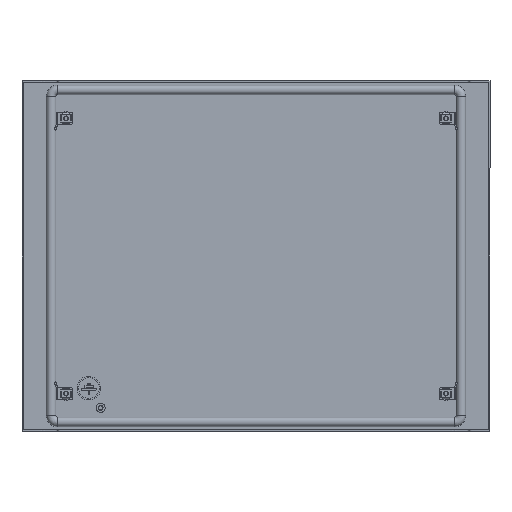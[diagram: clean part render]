
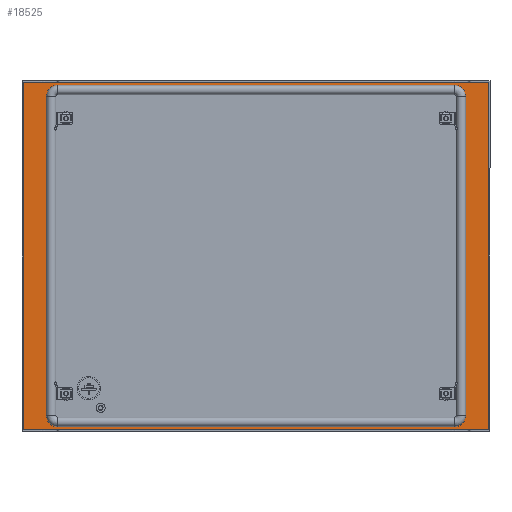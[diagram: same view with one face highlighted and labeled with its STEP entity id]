
A CAD part, left-side view. The second image highlights one B-rep face of the part: STEP entity #18525.
In plain terms, the highlighted planar face has unit normal (-1, 0, 0).
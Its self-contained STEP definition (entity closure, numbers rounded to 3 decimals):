
#118 = CARTESIAN_POINT ( 'NONE',  ( -2., -252.5, 217. ) ) ;
#243 = VERTEX_POINT ( 'NONE', #15589 ) ;
#276 = EDGE_CURVE ( 'NONE', #9505, #18785, #16816, .T. ) ;
#529 = LINE ( 'NONE', #16567, #19571 ) ;
#539 = CARTESIAN_POINT ( 'NONE',  ( -2., 252.5, 203. ) ) ;
#729 = CARTESIAN_POINT ( 'NONE',  ( -2., -266.5, -203. ) ) ;
#1022 = ORIENTED_EDGE ( 'NONE', *, *, #276, .F. ) ;
#1261 = CIRCLE ( 'NONE', #9200, 14. ) ;
#1410 = EDGE_CURVE ( 'NONE', #243, #9592, #4201, .T. ) ;
#1505 = VECTOR ( 'NONE', #13209, 1000. ) ;
#1707 = CARTESIAN_POINT ( 'NONE',  ( -2., -252.5, -217. ) ) ;
#1802 = DIRECTION ( 'NONE',  ( 0., -1., 0. ) ) ;
#1841 = VERTEX_POINT ( 'NONE', #12557 ) ;
#2022 = DIRECTION ( 'NONE',  ( 0., 0., -1. ) ) ;
#2087 = VERTEX_POINT ( 'NONE', #729 ) ;
#2182 = DIRECTION ( 'NONE',  ( 0., 0., 1. ) ) ;
#2784 = CARTESIAN_POINT ( 'NONE',  ( -2., 295.5, 0. ) ) ;
#2986 = DIRECTION ( 'NONE',  ( 1., 0., 0. ) ) ;
#3100 = ORIENTED_EDGE ( 'NONE', *, *, #1410, .T. ) ;
#3265 = VECTOR ( 'NONE', #12857, 1000. ) ;
#3780 = CARTESIAN_POINT ( 'NONE',  ( -2., -266.5, 0. ) ) ;
#3872 = ORIENTED_EDGE ( 'NONE', *, *, #8796, .F. ) ;
#4113 = EDGE_CURVE ( 'NONE', #1841, #9702, #9809, .T. ) ;
#4163 = ORIENTED_EDGE ( 'NONE', *, *, #13036, .T. ) ;
#4201 = LINE ( 'NONE', #10413, #7570 ) ;
#4357 = CARTESIAN_POINT ( 'NONE',  ( -2., 295.5, -221. ) ) ;
#4554 = FACE_BOUND ( 'NONE', #10425, .T. ) ;
#5285 = EDGE_LOOP ( 'NONE', ( #16556, #10084, #16554, #11421 ) ) ;
#5612 = EDGE_CURVE ( 'NONE', #5631, #1841, #529, .T. ) ;
#5631 = VERTEX_POINT ( 'NONE', #18005 ) ;
#5769 = ORIENTED_EDGE ( 'NONE', *, *, #12290, .T. ) ;
#5902 = VERTEX_POINT ( 'NONE', #18274 ) ;
#5991 = DIRECTION ( 'NONE',  ( 0., 0., -1. ) ) ;
#6110 = DIRECTION ( 'NONE',  ( 1., 0., 0. ) ) ;
#6219 = EDGE_CURVE ( 'NONE', #2087, #19726, #11393, .T. ) ;
#6995 = LINE ( 'NONE', #3780, #16501 ) ;
#7102 = AXIS2_PLACEMENT_3D ( 'NONE', #11522, #16080, #1802 ) ;
#7327 = EDGE_CURVE ( 'NONE', #9702, #7817, #9001, .T. ) ;
#7545 = DIRECTION ( 'NONE',  ( 0., 0., -1. ) ) ;
#7570 = VECTOR ( 'NONE', #15274, 1000. ) ;
#7611 = CARTESIAN_POINT ( 'NONE',  ( -2., -252.5, 217. ) ) ;
#7817 = VERTEX_POINT ( 'NONE', #4357 ) ;
#7915 = CARTESIAN_POINT ( 'NONE',  ( -2., 0., -221. ) ) ;
#7931 = AXIS2_PLACEMENT_3D ( 'NONE', #20154, #2986, #5991 ) ;
#8194 = LINE ( 'NONE', #7915, #9823 ) ;
#8474 = CARTESIAN_POINT ( 'NONE',  ( -2., 295.5, 221. ) ) ;
#8796 = EDGE_CURVE ( 'NONE', #5902, #9505, #16033, .T. ) ;
#9001 = LINE ( 'NONE', #2784, #15418 ) ;
#9200 = AXIS2_PLACEMENT_3D ( 'NONE', #539, #18228, #2182 ) ;
#9505 = VERTEX_POINT ( 'NONE', #118 ) ;
#9592 = VERTEX_POINT ( 'NONE', #13016 ) ;
#9702 = VERTEX_POINT ( 'NONE', #8474 ) ;
#9809 = LINE ( 'NONE', #19314, #1505 ) ;
#9823 = VECTOR ( 'NONE', #16160, 1000. ) ;
#9889 = CARTESIAN_POINT ( 'NONE',  ( -2., -252.5, 203. ) ) ;
#10016 = ORIENTED_EDGE ( 'NONE', *, *, #10962, .F. ) ;
#10084 = ORIENTED_EDGE ( 'NONE', *, *, #4113, .T. ) ;
#10413 = CARTESIAN_POINT ( 'NONE',  ( -2., 266.5, -203. ) ) ;
#10425 = EDGE_LOOP ( 'NONE', ( #3872, #12085, #11276, #5769, #4163, #3100, #10016, #1022 ) ) ;
#10820 = EDGE_CURVE ( 'NONE', #7817, #5631, #8194, .T. ) ;
#10962 = EDGE_CURVE ( 'NONE', #18785, #9592, #1261, .T. ) ;
#11276 = ORIENTED_EDGE ( 'NONE', *, *, #6219, .T. ) ;
#11393 = CIRCLE ( 'NONE', #7102, 14. ) ;
#11421 = ORIENTED_EDGE ( 'NONE', *, *, #10820, .T. ) ;
#11522 = CARTESIAN_POINT ( 'NONE',  ( -2., -252.5, -203. ) ) ;
#11696 = DIRECTION ( 'NONE',  ( 0., 0., 1. ) ) ;
#12085 = ORIENTED_EDGE ( 'NONE', *, *, #16347, .T. ) ;
#12290 = EDGE_CURVE ( 'NONE', #19726, #19820, #15692, .T. ) ;
#12557 = CARTESIAN_POINT ( 'NONE',  ( -2., -295.5, 221. ) ) ;
#12857 = DIRECTION ( 'NONE',  ( 0., 1., 0. ) ) ;
#13016 = CARTESIAN_POINT ( 'NONE',  ( -2., 266.5, 203. ) ) ;
#13036 = EDGE_CURVE ( 'NONE', #19820, #243, #16840, .T. ) ;
#13209 = DIRECTION ( 'NONE',  ( 0., 1., 0. ) ) ;
#13922 = DIRECTION ( 'NONE',  ( 0., 1., 0. ) ) ;
#13969 = CARTESIAN_POINT ( 'NONE',  ( -2., 0., 0. ) ) ;
#15274 = DIRECTION ( 'NONE',  ( 0., 0., 1. ) ) ;
#15414 = PLANE ( 'NONE',  #15631 ) ;
#15418 = VECTOR ( 'NONE', #7545, 1000. ) ;
#15589 = CARTESIAN_POINT ( 'NONE',  ( -2., 266.5, -203. ) ) ;
#15631 = AXIS2_PLACEMENT_3D ( 'NONE', #13969, #6110, #17174 ) ;
#15692 = LINE ( 'NONE', #1707, #3265 ) ;
#16033 = CIRCLE ( 'NONE', #18695, 14. ) ;
#16080 = DIRECTION ( 'NONE',  ( 1., 0., 0. ) ) ;
#16160 = DIRECTION ( 'NONE',  ( 0., -1., 0. ) ) ;
#16302 = DIRECTION ( 'NONE',  ( -1., 0., 0. ) ) ;
#16309 = VECTOR ( 'NONE', #13922, 1000. ) ;
#16347 = EDGE_CURVE ( 'NONE', #5902, #2087, #6995, .T. ) ;
#16501 = VECTOR ( 'NONE', #2022, 1000. ) ;
#16554 = ORIENTED_EDGE ( 'NONE', *, *, #7327, .T. ) ;
#16556 = ORIENTED_EDGE ( 'NONE', *, *, #5612, .T. ) ;
#16567 = CARTESIAN_POINT ( 'NONE',  ( -2., -295.5, 0. ) ) ;
#16624 = CARTESIAN_POINT ( 'NONE',  ( -2., 252.5, 217. ) ) ;
#16816 = LINE ( 'NONE', #7611, #16309 ) ;
#16840 = CIRCLE ( 'NONE', #7931, 14. ) ;
#17126 = CARTESIAN_POINT ( 'NONE',  ( -2., -252.5, -217. ) ) ;
#17174 = DIRECTION ( 'NONE',  ( 0., 1., 0. ) ) ;
#17423 = CARTESIAN_POINT ( 'NONE',  ( -2., 252.5, -217. ) ) ;
#17753 = DIRECTION ( 'NONE',  ( 0., -1., 0. ) ) ;
#18005 = CARTESIAN_POINT ( 'NONE',  ( -2., -295.5, -221. ) ) ;
#18228 = DIRECTION ( 'NONE',  ( -1., 0., 0. ) ) ;
#18274 = CARTESIAN_POINT ( 'NONE',  ( -2., -266.5, 203. ) ) ;
#18525 = ADVANCED_FACE ( 'NONE', ( #18727, #4554 ), #15414, .F. ) ;
#18695 = AXIS2_PLACEMENT_3D ( 'NONE', #9889, #16302, #17753 ) ;
#18727 = FACE_OUTER_BOUND ( 'NONE', #5285, .T. ) ;
#18785 = VERTEX_POINT ( 'NONE', #16624 ) ;
#19314 = CARTESIAN_POINT ( 'NONE',  ( -2., 0., 221. ) ) ;
#19571 = VECTOR ( 'NONE', #11696, 1000. ) ;
#19726 = VERTEX_POINT ( 'NONE', #17126 ) ;
#19820 = VERTEX_POINT ( 'NONE', #17423 ) ;
#20154 = CARTESIAN_POINT ( 'NONE',  ( -2., 252.5, -203. ) ) ;
